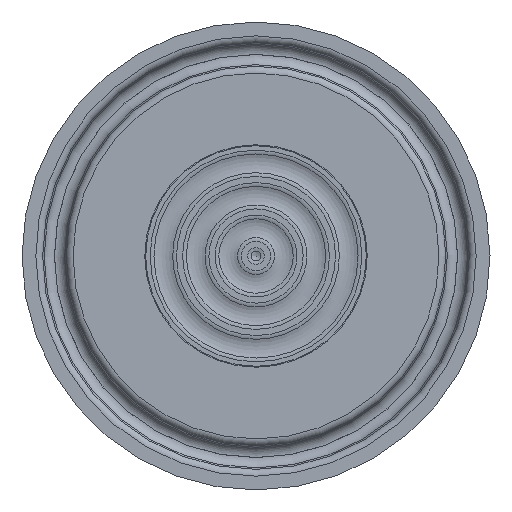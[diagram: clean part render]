
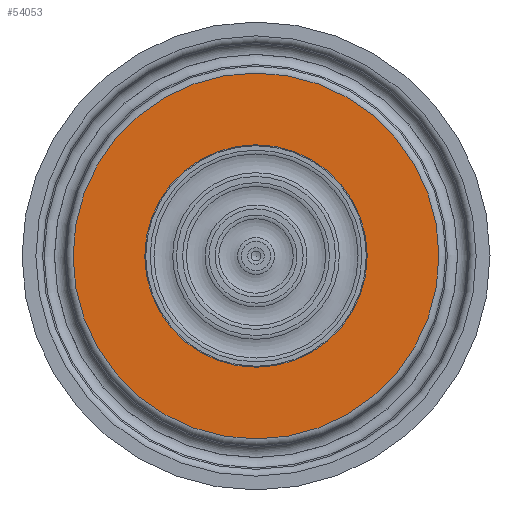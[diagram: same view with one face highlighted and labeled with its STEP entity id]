
A CAD part, left-side view. The second image highlights one B-rep face of the part: STEP entity #54053.
In plain terms, the highlighted planar face has unit normal (-1, 0, 0).
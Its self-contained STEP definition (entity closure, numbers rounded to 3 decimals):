
#1122=FACE_BOUND('',#8773,.T.);
#3079=PLANE('',#58344);
#5895=FACE_OUTER_BOUND('',#8772,.T.);
#8772=EDGE_LOOP('',(#50301));
#8773=EDGE_LOOP('',(#50302));
#9762=CIRCLE('',#58337,12.);
#9766=CIRCLE('',#58345,19.742);
#25834=VERTEX_POINT('',#121187);
#25836=VERTEX_POINT('',#121198);
#33999=EDGE_CURVE('',#25834,#25834,#9762,.T.);
#34004=EDGE_CURVE('',#25836,#25836,#9766,.T.);
#50301=ORIENTED_EDGE('',*,*,#34004,.F.);
#50302=ORIENTED_EDGE('',*,*,#33999,.T.);
#54053=ADVANCED_FACE('',(#5895,#1122),#3079,.T.);
#58337=AXIS2_PLACEMENT_3D('',#121188,#71092,#71093);
#58344=AXIS2_PLACEMENT_3D('',#121197,#71107,#71108);
#58345=AXIS2_PLACEMENT_3D('',#121199,#71109,#71110);
#71092=DIRECTION('center_axis',(1.,0.,0.));
#71093=DIRECTION('ref_axis',(0.,1.,0.));
#71107=DIRECTION('center_axis',(-1.,0.,0.));
#71108=DIRECTION('ref_axis',(0.,0.,1.));
#71109=DIRECTION('center_axis',(1.,0.,0.));
#71110=DIRECTION('ref_axis',(0.,0.,-1.));
#121187=CARTESIAN_POINT('',(0.,-12.,0.));
#121188=CARTESIAN_POINT('Origin',(0.,0.,
0.));
#121197=CARTESIAN_POINT('Origin',(0.,19.742,
0.));
#121198=CARTESIAN_POINT('',(0.,0.,
19.742));
#121199=CARTESIAN_POINT('Origin',(0.,0.,0.));
